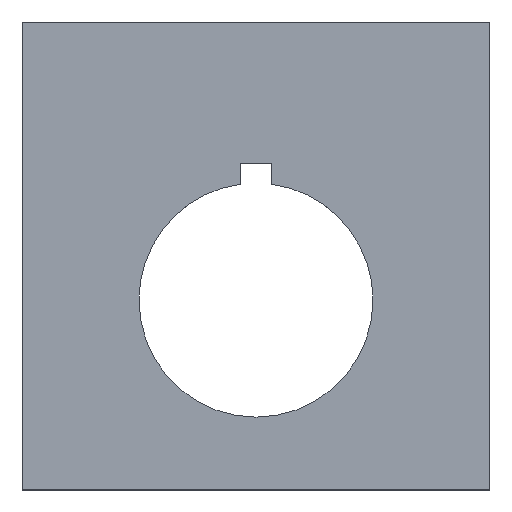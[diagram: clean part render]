
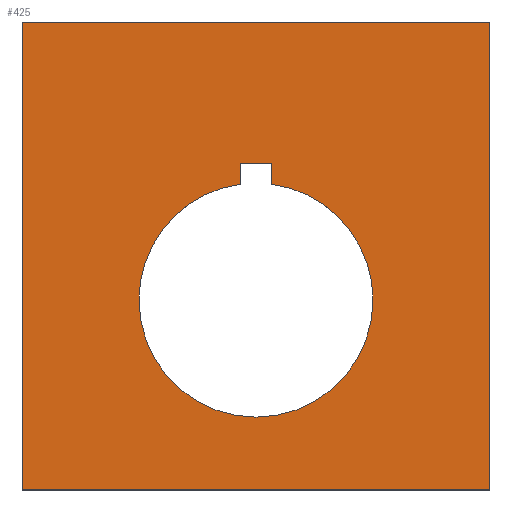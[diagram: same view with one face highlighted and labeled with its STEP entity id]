
A CAD part, top view. The second image highlights one B-rep face of the part: STEP entity #425.
In plain terms, the highlighted planar face has unit normal (0, 0, 1).
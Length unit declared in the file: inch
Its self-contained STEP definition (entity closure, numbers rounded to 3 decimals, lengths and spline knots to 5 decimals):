
#2 = CARTESIAN_POINT ( 'NONE',  ( -0.44291, 0., 0.02953 ) ) ;
#8 = AXIS2_PLACEMENT_3D ( 'NONE', #224, #362, #232 ) ;
#14 = LINE ( 'NONE', #281, #109 ) ;
#18 = CARTESIAN_POINT ( 'NONE',  ( 0.88583, 1.05298, 0.02953 ) ) ;
#23 = CARTESIAN_POINT ( 'NONE',  ( 0.05906, 0.43896, 0.02953 ) ) ;
#36 = DIRECTION ( 'NONE',  ( 1., 0., 0. ) ) ;
#42 = LINE ( 'NONE', #374, #392 ) ;
#46 = ORIENTED_EDGE ( 'NONE', *, *, #65, .F. ) ;
#49 = VERTEX_POINT ( 'NONE', #18 ) ;
#50 = EDGE_CURVE ( 'NONE', #60, #137, #159, .T. ) ;
#51 = VECTOR ( 'NONE', #107, 39.37008 ) ;
#60 = VERTEX_POINT ( 'NONE', #428 ) ;
#62 = EDGE_CURVE ( 'NONE', #346, #60, #274, .T. ) ;
#65 = EDGE_CURVE ( 'NONE', #49, #292, #234, .T. ) ;
#71 = DIRECTION ( 'NONE',  ( 1., 0., 0. ) ) ;
#107 = DIRECTION ( 'NONE',  ( -1., 0., 0. ) ) ;
#109 = VECTOR ( 'NONE', #36, 39.37008 ) ;
#117 = DIRECTION ( 'NONE',  ( 1., 0., 0. ) ) ;
#118 = DIRECTION ( 'NONE',  ( 0., 0., 1. ) ) ;
#119 = EDGE_CURVE ( 'NONE', #373, #137, #191, .T. ) ;
#125 = AXIS2_PLACEMENT_3D ( 'NONE', #252, #180, #215 ) ;
#130 = VERTEX_POINT ( 'NONE', #197 ) ;
#137 = VERTEX_POINT ( 'NONE', #23 ) ;
#139 = CARTESIAN_POINT ( 'NONE',  ( -0.05906, 0.43896, 0.02953 ) ) ;
#147 = DIRECTION ( 'NONE',  ( 0., -1., 0. ) ) ;
#155 = ORIENTED_EDGE ( 'NONE', *, *, #196, .T. ) ;
#159 = CIRCLE ( 'NONE', #169, 0.44291 ) ;
#164 = VECTOR ( 'NONE', #193, 39.37008 ) ;
#169 = AXIS2_PLACEMENT_3D ( 'NONE', #262, #360, #295 ) ;
#174 = CARTESIAN_POINT ( 'NONE',  ( 0.05906, 0.51772, 0.02953 ) ) ;
#180 = DIRECTION ( 'NONE',  ( 0., 0., 1. ) ) ;
#184 = PLANE ( 'NONE',  #205 ) ;
#191 = LINE ( 'NONE', #339, #200 ) ;
#193 = DIRECTION ( 'NONE',  ( 0., -1., 0. ) ) ;
#196 = EDGE_CURVE ( 'NONE', #130, #373, #42, .T. ) ;
#197 = CARTESIAN_POINT ( 'NONE',  ( -0.05906, 0.51772, 0.02953 ) ) ;
#200 = VECTOR ( 'NONE', #306, 39.37008 ) ;
#203 = CARTESIAN_POINT ( 'NONE',  ( -0.88583, 1.05298, 0.02953 ) ) ;
#205 = AXIS2_PLACEMENT_3D ( 'NONE', #322, #118, #117 ) ;
#207 = CARTESIAN_POINT ( 'NONE',  ( 0.88583, -0.71867, 0.02953 ) ) ;
#210 = ORIENTED_EDGE ( 'NONE', *, *, #223, .F. ) ;
#213 = VECTOR ( 'NONE', #244, 39.37008 ) ;
#215 = DIRECTION ( 'NONE',  ( 1., 0., 0. ) ) ;
#220 = ORIENTED_EDGE ( 'NONE', *, *, #50, .F. ) ;
#223 = EDGE_CURVE ( 'NONE', #380, #255, #370, .T. ) ;
#224 = CARTESIAN_POINT ( 'NONE',  ( 0., 0., 0.02953 ) ) ;
#230 = ORIENTED_EDGE ( 'NONE', *, *, #403, .F. ) ;
#232 = DIRECTION ( 'NONE',  ( 1., 0., 0. ) ) ;
#234 = LINE ( 'NONE', #334, #164 ) ;
#235 = LINE ( 'NONE', #347, #51 ) ;
#239 = FACE_OUTER_BOUND ( 'NONE', #349, .T. ) ;
#244 = DIRECTION ( 'NONE',  ( 0., 1., 0. ) ) ;
#252 = CARTESIAN_POINT ( 'NONE',  ( 0., 0., 0.02953 ) ) ;
#255 = VERTEX_POINT ( 'NONE', #371 ) ;
#261 = CIRCLE ( 'NONE', #125, 0.44291 ) ;
#262 = CARTESIAN_POINT ( 'NONE',  ( 0., 0., 0.02953 ) ) ;
#267 = ORIENTED_EDGE ( 'NONE', *, *, #333, .F. ) ;
#274 = CIRCLE ( 'NONE', #8, 0.44291 ) ;
#277 = ORIENTED_EDGE ( 'NONE', *, *, #119, .T. ) ;
#279 = CARTESIAN_POINT ( 'NONE',  ( -0.88583, -0.71867, 0.02953 ) ) ;
#281 = CARTESIAN_POINT ( 'NONE',  ( 0.88583, 1.05298, 0.02953 ) ) ;
#283 = VERTEX_POINT ( 'NONE', #139 ) ;
#292 = VERTEX_POINT ( 'NONE', #207 ) ;
#293 = ORIENTED_EDGE ( 'NONE', *, *, #378, .F. ) ;
#295 = DIRECTION ( 'NONE',  ( 1., 0., 0. ) ) ;
#298 = EDGE_LOOP ( 'NONE', ( #230, #315, #155, #277, #220, #344 ) ) ;
#306 = DIRECTION ( 'NONE',  ( 0., -1., 0. ) ) ;
#315 = ORIENTED_EDGE ( 'NONE', *, *, #423, .F. ) ;
#321 = CARTESIAN_POINT ( 'NONE',  ( -0.05906, 0.16716, 0.02953 ) ) ;
#322 = CARTESIAN_POINT ( 'NONE',  ( 0., 0.16716, 0.02953 ) ) ;
#333 = EDGE_CURVE ( 'NONE', #292, #380, #235, .T. ) ;
#334 = CARTESIAN_POINT ( 'NONE',  ( 0.88583, -0.71867, 0.02953 ) ) ;
#335 = LINE ( 'NONE', #321, #382 ) ;
#339 = CARTESIAN_POINT ( 'NONE',  ( 0.05906, 0.16716, 0.02953 ) ) ;
#344 = ORIENTED_EDGE ( 'NONE', *, *, #62, .F. ) ;
#346 = VERTEX_POINT ( 'NONE', #2 ) ;
#347 = CARTESIAN_POINT ( 'NONE',  ( -0.88583, -0.71867, 0.02953 ) ) ;
#349 = EDGE_LOOP ( 'NONE', ( #267, #46, #293, #210 ) ) ;
#360 = DIRECTION ( 'NONE',  ( 0., 0., 1. ) ) ;
#362 = DIRECTION ( 'NONE',  ( 0., 0., 1. ) ) ;
#370 = LINE ( 'NONE', #203, #213 ) ;
#371 = CARTESIAN_POINT ( 'NONE',  ( -0.88583, 1.05298, 0.02953 ) ) ;
#373 = VERTEX_POINT ( 'NONE', #174 ) ;
#374 = CARTESIAN_POINT ( 'NONE',  ( 0., 0.51772, 0.02953 ) ) ;
#378 = EDGE_CURVE ( 'NONE', #255, #49, #14, .T. ) ;
#380 = VERTEX_POINT ( 'NONE', #279 ) ;
#382 = VECTOR ( 'NONE', #147, 39.37008 ) ;
#392 = VECTOR ( 'NONE', #71, 39.37008 ) ;
#403 = EDGE_CURVE ( 'NONE', #283, #346, #261, .T. ) ;
#408 = FACE_BOUND ( 'NONE', #298, .T. ) ;
#423 = EDGE_CURVE ( 'NONE', #130, #283, #335, .T. ) ;
#425 = ADVANCED_FACE ( 'NONE', ( #408, #239 ), #184, .T. ) ;
#428 = CARTESIAN_POINT ( 'NONE',  ( 0.44291, 0., 0.02953 ) ) ;
